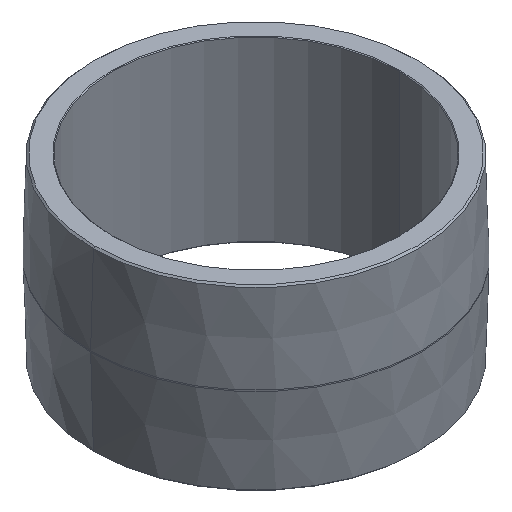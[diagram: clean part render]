
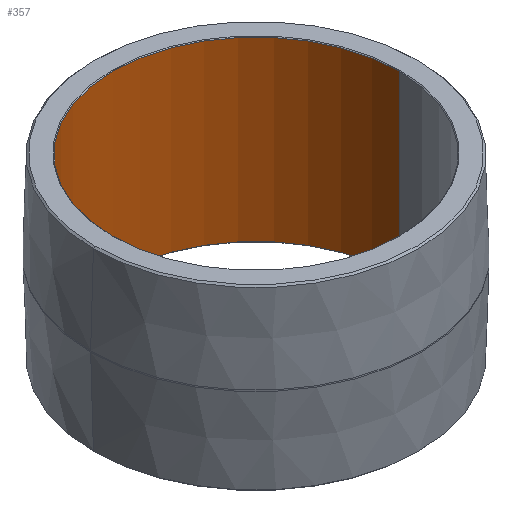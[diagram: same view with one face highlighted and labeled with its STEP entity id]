
A CAD part, isometric view. The second image highlights one B-rep face of the part: STEP entity #357.
In plain terms, the highlighted cylindrical face has radius 61.087 mm (diameter 122.174 mm), a partial arc.
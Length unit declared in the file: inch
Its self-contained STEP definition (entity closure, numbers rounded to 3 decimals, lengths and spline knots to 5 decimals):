
#10 = DIRECTION ( 'NONE',  ( 0., 0., -1. ) ) ;
#13 = EDGE_CURVE ( 'NONE', #485, #487, #489, .T. ) ;
#21 = VERTEX_POINT ( 'NONE', #552 ) ;
#23 = DIRECTION ( 'NONE',  ( 0., 0., -1. ) ) ;
#43 = LINE ( 'NONE', #294, #251 ) ;
#53 = DIRECTION ( 'NONE',  ( -1., 0., 0. ) ) ;
#80 = CIRCLE ( 'NONE', #292, 2.405 ) ;
#134 = VERTEX_POINT ( 'NONE', #241 ) ;
#140 = CARTESIAN_POINT ( 'NONE',  ( 0., 0., 0.0125 ) ) ;
#143 = DIRECTION ( 'NONE',  ( 1., 0., 0. ) ) ;
#175 = DIRECTION ( 'NONE',  ( 0., 0., -1. ) ) ;
#189 = EDGE_CURVE ( 'NONE', #134, #487, #43, .T. ) ;
#194 = CARTESIAN_POINT ( 'NONE',  ( -2.405, 0., 3. ) ) ;
#205 = ORIENTED_EDGE ( 'NONE', *, *, #13, .T. ) ;
#241 = CARTESIAN_POINT ( 'NONE',  ( 2.405, 0., 2.9875 ) ) ;
#243 = EDGE_LOOP ( 'NONE', ( #540, #245, #394, #205 ) ) ;
#245 = ORIENTED_EDGE ( 'NONE', *, *, #310, .T. ) ;
#251 = VECTOR ( 'NONE', #175, 39.37008 ) ;
#253 = DIRECTION ( 'NONE',  ( 1., 0., 0. ) ) ;
#267 = DIRECTION ( 'NONE',  ( 0., 0., 1. ) ) ;
#292 = AXIS2_PLACEMENT_3D ( 'NONE', #354, #267, #143 ) ;
#294 = CARTESIAN_POINT ( 'NONE',  ( 2.405, 0., 3. ) ) ;
#307 = CARTESIAN_POINT ( 'NONE',  ( 0., 0., 3. ) ) ;
#310 = EDGE_CURVE ( 'NONE', #134, #21, #80, .T. ) ;
#321 = AXIS2_PLACEMENT_3D ( 'NONE', #307, #478, #53 ) ;
#322 = LINE ( 'NONE', #194, #331 ) ;
#331 = VECTOR ( 'NONE', #23, 39.37008 ) ;
#354 = CARTESIAN_POINT ( 'NONE',  ( 0., 0., 2.9875 ) ) ;
#357 = ADVANCED_FACE ( 'NONE', ( #436 ), #520, .F. ) ;
#394 = ORIENTED_EDGE ( 'NONE', *, *, #533, .T. ) ;
#407 = CARTESIAN_POINT ( 'NONE',  ( 2.405, 0., 0.0125 ) ) ;
#436 = FACE_OUTER_BOUND ( 'NONE', #243, .T. ) ;
#478 = DIRECTION ( 'NONE',  ( 0., 0., -1. ) ) ;
#485 = VERTEX_POINT ( 'NONE', #488 ) ;
#487 = VERTEX_POINT ( 'NONE', #407 ) ;
#488 = CARTESIAN_POINT ( 'NONE',  ( -2.405, 0., 0.0125 ) ) ;
#489 = CIRCLE ( 'NONE', #526, 2.405 ) ;
#520 = CYLINDRICAL_SURFACE ( 'NONE', #321, 2.405 ) ;
#526 = AXIS2_PLACEMENT_3D ( 'NONE', #140, #10, #253 ) ;
#533 = EDGE_CURVE ( 'NONE', #21, #485, #322, .T. ) ;
#540 = ORIENTED_EDGE ( 'NONE', *, *, #189, .F. ) ;
#552 = CARTESIAN_POINT ( 'NONE',  ( -2.405, 0., 2.9875 ) ) ;
